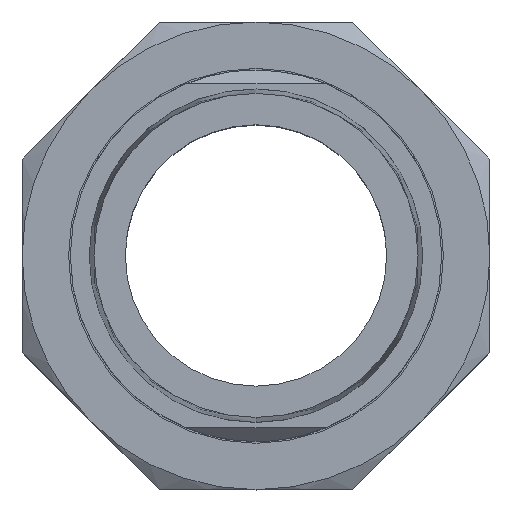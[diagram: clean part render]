
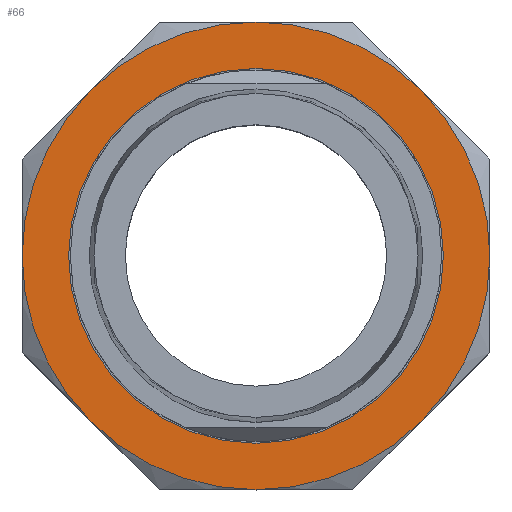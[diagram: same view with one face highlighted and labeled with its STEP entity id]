
A CAD part, top view. The second image highlights one B-rep face of the part: STEP entity #66.
In plain terms, the highlighted planar face has unit normal (0, 0, 1).
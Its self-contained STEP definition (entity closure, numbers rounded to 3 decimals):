
#59 = ORIENTED_EDGE ( 'NONE', *, *, #302, .F. ) ;
#62 = ORIENTED_EDGE ( 'NONE', *, *, #1980, .T. ) ;
#63 = ORIENTED_EDGE ( 'NONE', *, *, #2040, .T. ) ;
#64 = EDGE_LOOP ( 'NONE', ( #63, #62, #77, #466, #82, #470, #193, #232 ) ) ;
#65 = ORIENTED_EDGE ( 'NONE', *, *, #502, .F. ) ;
#66 = ADVANCED_FACE ( 'NONE', ( #497, #496 ), #501, .F. ) ;
#72 = EDGE_LOOP ( 'NONE', ( #65, #59 ) ) ;
#77 = ORIENTED_EDGE ( 'NONE', *, *, #320, .T. ) ;
#82 = ORIENTED_EDGE ( 'NONE', *, *, #2051, .T. ) ;
#193 = ORIENTED_EDGE ( 'NONE', *, *, #2011, .T. ) ;
#232 = ORIENTED_EDGE ( 'NONE', *, *, #2029, .T. ) ;
#302 = EDGE_CURVE ( 'NONE', #325, #328, #2675, .T. ) ;
#311 = VERTEX_POINT ( 'NONE', #2265 ) ;
#319 = VERTEX_POINT ( 'NONE', #2323 ) ;
#320 = EDGE_CURVE ( 'NONE', #319, #311, #2342, .T. ) ;
#321 = VERTEX_POINT ( 'NONE', #2316 ) ;
#323 = EDGE_CURVE ( 'NONE', #311, #321, #2347, .T. ) ;
#325 = VERTEX_POINT ( 'NONE', #2324 ) ;
#328 = VERTEX_POINT ( 'NONE', #2353 ) ;
#350 = DIRECTION ( 'NONE',  ( 1., 0., 0. ) ) ;
#351 = DIRECTION ( 'NONE',  ( 0., 0., 1. ) ) ;
#352 = CARTESIAN_POINT ( 'NONE',  ( 0., 0., 12.5 ) ) ;
#368 = CIRCLE ( 'NONE', #385, 34. ) ;
#385 = AXIS2_PLACEMENT_3D ( 'NONE', #352, #351, #350 ) ;
#386 = CARTESIAN_POINT ( 'NONE',  ( -24.042, -24.042, 12.5 ) ) ;
#466 = ORIENTED_EDGE ( 'NONE', *, *, #323, .T. ) ;
#470 = ORIENTED_EDGE ( 'NONE', *, *, #2063, .T. ) ;
#487 = DIRECTION ( 'NONE',  ( 0., 0., -1. ) ) ;
#488 = CARTESIAN_POINT ( 'NONE',  ( 0., 34., 12.5 ) ) ;
#494 = AXIS2_PLACEMENT_3D ( 'NONE', #488, #487, #517 ) ;
#496 = FACE_OUTER_BOUND ( 'NONE', #64, .T. ) ;
#497 = FACE_BOUND ( 'NONE', #72, .T. ) ;
#501 = PLANE ( 'NONE',  #494 ) ;
#502 = EDGE_CURVE ( 'NONE', #328, #325, #2500, .T. ) ;
#517 = DIRECTION ( 'NONE',  ( -1., 0., 0. ) ) ;
#1079 = DIRECTION ( 'NONE',  ( 1., 0., 0. ) ) ;
#1080 = DIRECTION ( 'NONE',  ( 0., 0., 1. ) ) ;
#1081 = CARTESIAN_POINT ( 'NONE',  ( 0., 0., 12.5 ) ) ;
#1082 = AXIS2_PLACEMENT_3D ( 'NONE', #1081, #1080, #1079 ) ;
#1083 = CIRCLE ( 'NONE', #1082, 34. ) ;
#1980 = EDGE_CURVE ( 'NONE', #1991, #319, #1083, .T. ) ;
#1991 = VERTEX_POINT ( 'NONE', #2034 ) ;
#2008 = VERTEX_POINT ( 'NONE', #2194 ) ;
#2011 = EDGE_CURVE ( 'NONE', #2008, #2025, #2044, .T. ) ;
#2025 = VERTEX_POINT ( 'NONE', #2234 ) ;
#2029 = EDGE_CURVE ( 'NONE', #2025, #2041, #2245, .T. ) ;
#2034 = CARTESIAN_POINT ( 'NONE',  ( 24.042, 24.042, 12.5 ) ) ;
#2035 = DIRECTION ( 'NONE',  ( 0., 0., 1. ) ) ;
#2040 = EDGE_CURVE ( 'NONE', #2041, #1991, #2085, .T. ) ;
#2041 = VERTEX_POINT ( 'NONE', #2266 ) ;
#2044 = CIRCLE ( 'NONE', #2045, 34. ) ;
#2045 = AXIS2_PLACEMENT_3D ( 'NONE', #2050, #2035, #2062 ) ;
#2050 = CARTESIAN_POINT ( 'NONE',  ( 0., 0., 12.5 ) ) ;
#2051 = EDGE_CURVE ( 'NONE', #321, #2064, #2280, .T. ) ;
#2062 = DIRECTION ( 'NONE',  ( 1., 0., 0. ) ) ;
#2063 = EDGE_CURVE ( 'NONE', #2064, #2008, #368, .T. ) ;
#2064 = VERTEX_POINT ( 'NONE', #386 ) ;
#2080 = AXIS2_PLACEMENT_3D ( 'NONE', #2084, #2088, #2091 ) ;
#2084 = CARTESIAN_POINT ( 'NONE',  ( 0., 0., 12.5 ) ) ;
#2085 = CIRCLE ( 'NONE', #2080, 34. ) ;
#2088 = DIRECTION ( 'NONE',  ( 0., 0., 1. ) ) ;
#2091 = DIRECTION ( 'NONE',  ( 1., 0., 0. ) ) ;
#2194 = CARTESIAN_POINT ( 'NONE',  ( 0., -34., 12.5 ) ) ;
#2234 = CARTESIAN_POINT ( 'NONE',  ( 24.042, -24.042, 12.5 ) ) ;
#2242 = CARTESIAN_POINT ( 'NONE',  ( 0., 0., 12.5 ) ) ;
#2243 = DIRECTION ( 'NONE',  ( 1., 0., 0. ) ) ;
#2244 = DIRECTION ( 'NONE',  ( 0., 0., 1. ) ) ;
#2245 = CIRCLE ( 'NONE', #2246, 34. ) ;
#2246 = AXIS2_PLACEMENT_3D ( 'NONE', #2242, #2244, #2243 ) ;
#2264 = AXIS2_PLACEMENT_3D ( 'NONE', #2284, #2274, #2273 ) ;
#2265 = CARTESIAN_POINT ( 'NONE',  ( -24.042, 24.042, 12.5 ) ) ;
#2266 = CARTESIAN_POINT ( 'NONE',  ( 34., 0., 12.5 ) ) ;
#2273 = DIRECTION ( 'NONE',  ( 1., 0., 0. ) ) ;
#2274 = DIRECTION ( 'NONE',  ( 0., 0., 1. ) ) ;
#2280 = CIRCLE ( 'NONE', #2264, 34. ) ;
#2284 = CARTESIAN_POINT ( 'NONE',  ( 0., 0., 12.5 ) ) ;
#2316 = CARTESIAN_POINT ( 'NONE',  ( -34., 0., 12.5 ) ) ;
#2317 = DIRECTION ( 'NONE',  ( 1., 0., 0. ) ) ;
#2318 = DIRECTION ( 'NONE',  ( 0., 0., 1. ) ) ;
#2319 = AXIS2_PLACEMENT_3D ( 'NONE', #2334, #2318, #2317 ) ;
#2323 = CARTESIAN_POINT ( 'NONE',  ( 0., 34., 12.5 ) ) ;
#2324 = CARTESIAN_POINT ( 'NONE',  ( -27.25, 0., 12.5 ) ) ;
#2334 = CARTESIAN_POINT ( 'NONE',  ( 0., 0., 12.5 ) ) ;
#2342 = CIRCLE ( 'NONE', #2319, 34. ) ;
#2343 = DIRECTION ( 'NONE',  ( 1., 0., 0. ) ) ;
#2344 = DIRECTION ( 'NONE',  ( 0., 0., 1. ) ) ;
#2345 = CARTESIAN_POINT ( 'NONE',  ( 0., 0., 12.5 ) ) ;
#2346 = AXIS2_PLACEMENT_3D ( 'NONE', #2345, #2344, #2343 ) ;
#2347 = CIRCLE ( 'NONE', #2346, 34. ) ;
#2353 = CARTESIAN_POINT ( 'NONE',  ( 27.25, 0., 12.5 ) ) ;
#2500 = CIRCLE ( 'NONE', #2518, 27.25 ) ;
#2515 = DIRECTION ( 'NONE',  ( 1., 0., 0. ) ) ;
#2516 = DIRECTION ( 'NONE',  ( 0., 0., 1. ) ) ;
#2517 = CARTESIAN_POINT ( 'NONE',  ( 0., 0., 12.5 ) ) ;
#2518 = AXIS2_PLACEMENT_3D ( 'NONE', #2517, #2516, #2515 ) ;
#2671 = DIRECTION ( 'NONE',  ( 1., 0., 0. ) ) ;
#2672 = DIRECTION ( 'NONE',  ( 0., 0., 1. ) ) ;
#2673 = CARTESIAN_POINT ( 'NONE',  ( 0., 0., 12.5 ) ) ;
#2674 = AXIS2_PLACEMENT_3D ( 'NONE', #2673, #2672, #2671 ) ;
#2675 = CIRCLE ( 'NONE', #2674, 27.25 ) ;
